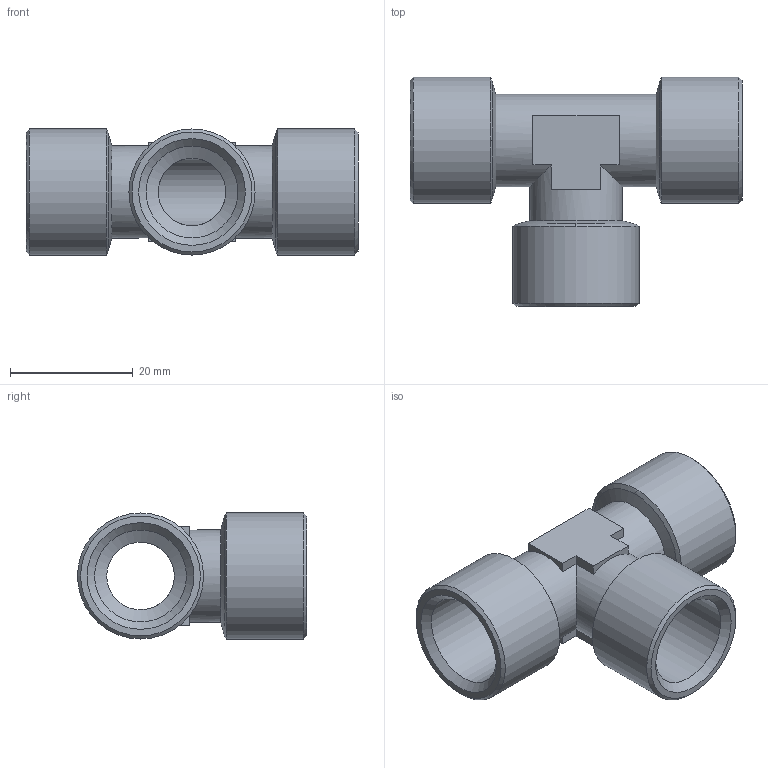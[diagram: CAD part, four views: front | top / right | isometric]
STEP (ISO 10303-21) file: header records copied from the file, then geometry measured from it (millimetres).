
FILE_DESCRIPTION (( 'STEP AP214' ), '1' );
FILE_NAME ('0400000010400A.STEP', '2013-08-07T15:03:02', ( 'ST01' ), ( '' ), 'SwSTEP 2.0', 'SolidWorks 2012', '' );
FILE_SCHEMA (( 'AUTOMOTIVE_DESIGN' ));
Length unit declared in the file: millimetre
Products named in the file (1): 0400000010400A
Bounding box: 54 x 37.25 x 20.5 mm (x, y, z)
Volume: 9240.7 mm3; surface area: 8000.3 mm2
Topology: 1 solids, 1 shells, 50 faces, 125 edges, 76 vertices
Faces by surface type: plane 21, cone 12, cylinder 11, bspline 6
Full cylindrical faces by diameter (mm): 11 x2, 14.95 x3, 15 x2, 20.5 x3
Entity records: 1409 total; most frequent: CARTESIAN_POINT 339, DIRECTION 215, ORIENTED_EDGE 190, EDGE_CURVE 95, AXIS2_PLACEMENT_3D 86, EDGE_LOOP 77, VERTEX_POINT 70, FACE_OUTER_BOUND 60
